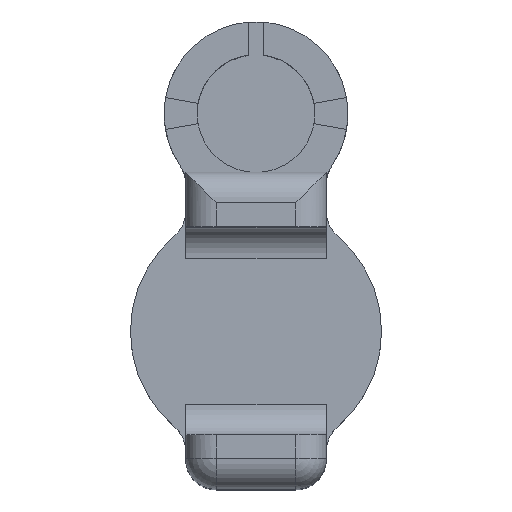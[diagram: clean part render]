
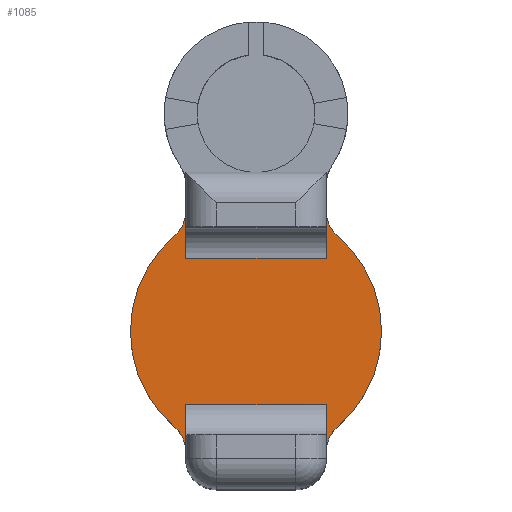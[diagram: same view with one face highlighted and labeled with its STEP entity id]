
A CAD part, top view. The second image highlights one B-rep face of the part: STEP entity #1085.
In plain terms, the highlighted planar face has unit normal (0, 0, 1).
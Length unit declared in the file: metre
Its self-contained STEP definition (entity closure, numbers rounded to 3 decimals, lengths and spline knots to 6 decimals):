
#26=PLANE('',#1194);
#83=LINE('',#1777,#173);
#84=LINE('',#1780,#174);
#85=LINE('',#1782,#175);
#86=LINE('',#1787,#176);
#87=LINE('',#1789,#177);
#88=LINE('',#1791,#178);
#173=VECTOR('',#1391,1.);
#174=VECTOR('',#1392,1.);
#175=VECTOR('',#1393,1.);
#176=VECTOR('',#1398,1.);
#177=VECTOR('',#1399,1.);
#178=VECTOR('',#1400,1.);
#301=ORIENTED_EDGE('',*,*,#622,.F.);
#302=ORIENTED_EDGE('',*,*,#623,.T.);
#303=ORIENTED_EDGE('',*,*,#624,.F.);
#304=ORIENTED_EDGE('',*,*,#625,.T.);
#305=ORIENTED_EDGE('',*,*,#563,.F.);
#306=ORIENTED_EDGE('',*,*,#626,.T.);
#307=ORIENTED_EDGE('',*,*,#627,.F.);
#308=ORIENTED_EDGE('',*,*,#628,.T.);
#309=ORIENTED_EDGE('',*,*,#629,.F.);
#310=ORIENTED_EDGE('',*,*,#630,.T.);
#311=ORIENTED_EDGE('',*,*,#631,.F.);
#312=ORIENTED_EDGE('',*,*,#632,.T.);
#563=EDGE_CURVE('',#725,#726,#834,.T.);
#622=EDGE_CURVE('',#781,#782,#83,.T.);
#623=EDGE_CURVE('',#781,#783,#84,.F.);
#624=EDGE_CURVE('',#784,#783,#85,.T.);
#625=EDGE_CURVE('',#784,#726,#865,.T.);
#626=EDGE_CURVE('',#725,#785,#866,.T.);
#627=EDGE_CURVE('',#786,#785,#86,.T.);
#628=EDGE_CURVE('',#786,#787,#87,.T.);
#629=EDGE_CURVE('',#788,#787,#88,.T.);
#630=EDGE_CURVE('',#788,#789,#867,.T.);
#631=EDGE_CURVE('',#790,#789,#868,.T.);
#632=EDGE_CURVE('',#790,#782,#869,.T.);
#725=VERTEX_POINT('',#1645);
#726=VERTEX_POINT('',#1647);
#781=VERTEX_POINT('',#1778);
#782=VERTEX_POINT('',#1779);
#783=VERTEX_POINT('',#1781);
#784=VERTEX_POINT('',#1783);
#785=VERTEX_POINT('',#1786);
#786=VERTEX_POINT('',#1788);
#787=VERTEX_POINT('',#1790);
#788=VERTEX_POINT('',#1792);
#789=VERTEX_POINT('',#1794);
#790=VERTEX_POINT('',#1796);
#834=CIRCLE('',#1159,0.041);
#865=CIRCLE('',#1195,0.01);
#866=CIRCLE('',#1196,0.01);
#867=CIRCLE('',#1197,0.01);
#868=CIRCLE('',#1198,0.041);
#869=CIRCLE('',#1199,0.01);
#904=EDGE_LOOP('',(#301,#302,#303,#304,#305,#306,#307,#308,#309,#310,#311,
#312));
#982=FACE_BOUND('',#904,.T.);
#1085=ADVANCED_FACE('',(#982),#26,.F.);
#1159=AXIS2_PLACEMENT_3D('',#1646,#1294,#1295);
#1194=AXIS2_PLACEMENT_3D('',#1776,#1389,#1390);
#1195=AXIS2_PLACEMENT_3D('',#1784,#1394,#1395);
#1196=AXIS2_PLACEMENT_3D('',#1785,#1396,#1397);
#1197=AXIS2_PLACEMENT_3D('',#1793,#1401,#1402);
#1198=AXIS2_PLACEMENT_3D('',#1795,#1403,#1404);
#1199=AXIS2_PLACEMENT_3D('',#1797,#1405,#1406);
#1294=DIRECTION('',(0.,0.,-1.));
#1295=DIRECTION('',(-1.,0.,0.));
#1389=DIRECTION('',(0.,0.,-1.));
#1390=DIRECTION('',(1.,0.,0.));
#1391=DIRECTION('',(0.,1.,0.));
#1392=DIRECTION('',(1.,0.,0.));
#1393=DIRECTION('',(0.,-1.,0.));
#1394=DIRECTION('',(0.,0.,-1.));
#1395=DIRECTION('',(-1.,0.,0.));
#1396=DIRECTION('',(0.,0.,-1.));
#1397=DIRECTION('',(-1.,0.,0.));
#1398=DIRECTION('',(0.,-1.,0.));
#1399=DIRECTION('',(1.,0.,0.));
#1400=DIRECTION('',(0.,1.,0.));
#1401=DIRECTION('',(0.,0.,-1.));
#1402=DIRECTION('',(-1.,0.,0.));
#1403=DIRECTION('',(0.,0.,-1.));
#1404=DIRECTION('',(-1.,0.,0.));
#1405=DIRECTION('',(0.,0.,-1.));
#1406=DIRECTION('',(-1.,0.,0.));
#1645=CARTESIAN_POINT('',(-0.026537,-0.102253,-0.055));
#1646=CARTESIAN_POINT('',(0.,-0.071,-0.055));
#1647=CARTESIAN_POINT('',(-0.026537,-0.039746,-0.055));
#1776=CARTESIAN_POINT('',(0.,-0.041,-0.055));
#1777=CARTESIAN_POINT('',(0.02301,-0.041,-0.055));
#1778=CARTESIAN_POINT('',(0.02301,-0.047065,-0.055));
#1779=CARTESIAN_POINT('',(0.02301,-0.032124,-0.055));
#1780=CARTESIAN_POINT('',(-0.02301,-0.047065,-0.055));
#1781=CARTESIAN_POINT('',(-0.02301,-0.047065,-0.055));
#1782=CARTESIAN_POINT('',(-0.02301,-0.041,-0.055));
#1783=CARTESIAN_POINT('',(-0.02301,-0.032124,-0.055));
#1784=CARTESIAN_POINT('',(-0.03301,-0.032124,-0.055));
#1785=CARTESIAN_POINT('',(-0.03301,-0.109876,-0.055));
#1786=CARTESIAN_POINT('',(-0.02301,-0.109876,-0.055));
#1787=CARTESIAN_POINT('',(-0.02301,-0.113842,-0.055));
#1788=CARTESIAN_POINT('',(-0.02301,-0.094934,-0.055));
#1789=CARTESIAN_POINT('',(0.,-0.094934,-0.055));
#1790=CARTESIAN_POINT('',(0.02301,-0.094934,-0.055));
#1791=CARTESIAN_POINT('',(0.02301,-0.113842,-0.055));
#1792=CARTESIAN_POINT('',(0.02301,-0.109876,-0.055));
#1793=CARTESIAN_POINT('',(0.03301,-0.109876,-0.055));
#1794=CARTESIAN_POINT('',(0.026537,-0.102253,-0.055));
#1795=CARTESIAN_POINT('',(0.,-0.071,-0.055));
#1796=CARTESIAN_POINT('',(0.026537,-0.039746,-0.055));
#1797=CARTESIAN_POINT('',(0.03301,-0.032124,-0.055));
